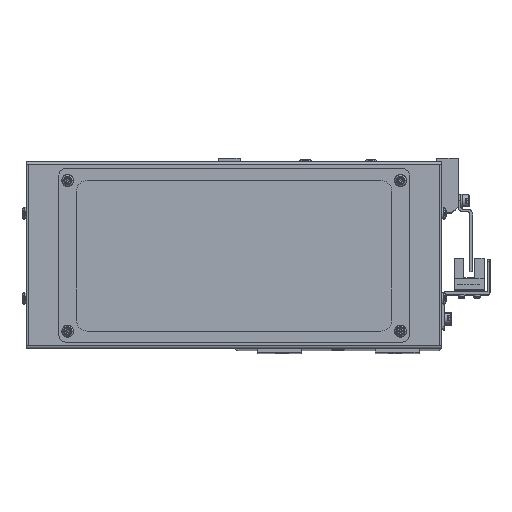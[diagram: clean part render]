
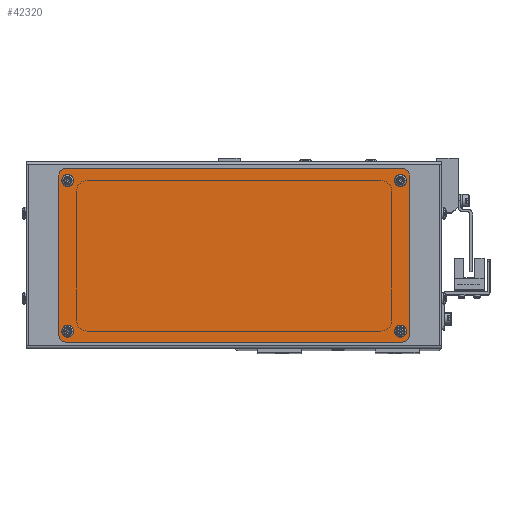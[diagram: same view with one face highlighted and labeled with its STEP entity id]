
A CAD part, top view. The second image highlights one B-rep face of the part: STEP entity #42320.
In plain terms, the highlighted planar face has unit normal (0, 0, 1).
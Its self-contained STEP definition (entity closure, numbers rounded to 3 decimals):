
#825 = CARTESIAN_POINT ( 'NONE',  ( -77.95, -34.75, 2. ) ) ;
#846 = EDGE_CURVE ( 'NONE', #10168, #41173, #11551, .T. ) ;
#1107 = CARTESIAN_POINT ( 'NONE',  ( 76.25, 34.25, 2. ) ) ;
#1608 = VECTOR ( 'NONE', #55950, 1000. ) ;
#1895 = CARTESIAN_POINT ( 'NONE',  ( 77.25, -36.75, 2. ) ) ;
#2379 = VERTEX_POINT ( 'NONE', #4981 ) ;
#2713 = DIRECTION ( 'NONE',  ( 0., 0., 1. ) ) ;
#3551 = CARTESIAN_POINT ( 'NONE',  ( 76.25, -34.75, 2. ) ) ;
#3738 = CARTESIAN_POINT ( 'NONE',  ( -77.25, 39.75, 2. ) ) ;
#4197 = AXIS2_PLACEMENT_3D ( 'NONE', #20120, #56610, #25363 ) ;
#4405 = CARTESIAN_POINT ( 'NONE',  ( 74.55, 34.25, 2. ) ) ;
#4648 = ORIENTED_EDGE ( 'NONE', *, *, #21290, .F. ) ;
#4981 = CARTESIAN_POINT ( 'NONE',  ( 74.55, -34.75, 2. ) ) ;
#5239 = CARTESIAN_POINT ( 'NONE',  ( 80.25, -36.75, 2. ) ) ;
#5398 = VERTEX_POINT ( 'NONE', #6038 ) ;
#6038 = CARTESIAN_POINT ( 'NONE',  ( -77.25, -39.75, 2. ) ) ;
#6046 = CARTESIAN_POINT ( 'NONE',  ( -74.55, 34.25, 2. ) ) ;
#6080 = VECTOR ( 'NONE', #16908, 1000. ) ;
#6347 = ORIENTED_EDGE ( 'NONE', *, *, #23101, .F. ) ;
#6380 = DIRECTION ( 'NONE',  ( 1., 0., 0. ) ) ;
#6688 = AXIS2_PLACEMENT_3D ( 'NONE', #31353, #2713, #36568 ) ;
#7143 = DIRECTION ( 'NONE',  ( 1., 0., 0. ) ) ;
#7944 = CARTESIAN_POINT ( 'NONE',  ( 77.25, -39.75, 2. ) ) ;
#8727 = CARTESIAN_POINT ( 'NONE',  ( 76.25, 34.25, 2. ) ) ;
#8799 = DIRECTION ( 'NONE',  ( 1., 0., 0. ) ) ;
#9700 = ORIENTED_EDGE ( 'NONE', *, *, #28906, .T. ) ;
#10168 = VERTEX_POINT ( 'NONE', #67338 ) ;
#10669 = VECTOR ( 'NONE', #44685, 1000. ) ;
#11284 = ORIENTED_EDGE ( 'NONE', *, *, #39325, .T. ) ;
#11551 = CIRCLE ( 'NONE', #39210, 1.7 ) ;
#11663 = CARTESIAN_POINT ( 'NONE',  ( 80.25, 36.75, 2. ) ) ;
#12358 = VECTOR ( 'NONE', #49500, 1000. ) ;
#12433 = VERTEX_POINT ( 'NONE', #23660 ) ;
#13975 = DIRECTION ( 'NONE',  ( 1., 0., 0. ) ) ;
#14052 = CARTESIAN_POINT ( 'NONE',  ( -76.25, 34.25, 2. ) ) ;
#14156 = CARTESIAN_POINT ( 'NONE',  ( -77.25, 39.75, 2. ) ) ;
#14499 = AXIS2_PLACEMENT_3D ( 'NONE', #8727, #45285, #13975 ) ;
#16908 = DIRECTION ( 'NONE',  ( 0., 1., 0. ) ) ;
#17126 = LINE ( 'NONE', #14156, #1608 ) ;
#17226 = VERTEX_POINT ( 'NONE', #54430 ) ;
#17419 = VERTEX_POINT ( 'NONE', #3738 ) ;
#17445 = VERTEX_POINT ( 'NONE', #4405 ) ;
#18425 = EDGE_LOOP ( 'NONE', ( #47303, #25456 ) ) ;
#18740 = DIRECTION ( 'NONE',  ( 0., 0., 1. ) ) ;
#19335 = DIRECTION ( 'NONE',  ( 1., 0., 0. ) ) ;
#20120 = CARTESIAN_POINT ( 'NONE',  ( -77.25, -36.75, 2. ) ) ;
#20822 = PLANE ( 'NONE',  #6688 ) ;
#21290 = EDGE_CURVE ( 'NONE', #17226, #61162, #29573, .T. ) ;
#21631 = VERTEX_POINT ( 'NONE', #27065 ) ;
#22198 = EDGE_CURVE ( 'NONE', #62149, #44862, #47749, .T. ) ;
#22364 = CIRCLE ( 'NONE', #37327, 3. ) ;
#22630 = ORIENTED_EDGE ( 'NONE', *, *, #30415, .F. ) ;
#22960 = CIRCLE ( 'NONE', #44122, 3. ) ;
#23101 = EDGE_CURVE ( 'NONE', #32230, #2379, #66400, .T. ) ;
#23254 = DIRECTION ( 'NONE',  ( 0., 0., 1. ) ) ;
#23660 = CARTESIAN_POINT ( 'NONE',  ( -80.25, 36.75, 2. ) ) ;
#24095 = EDGE_CURVE ( 'NONE', #5398, #21631, #40180, .T. ) ;
#24161 = CIRCLE ( 'NONE', #36315, 3. ) ;
#24498 = AXIS2_PLACEMENT_3D ( 'NONE', #14052, #50582, #19335 ) ;
#25221 = CARTESIAN_POINT ( 'NONE',  ( 77.25, 36.75, 2. ) ) ;
#25363 = DIRECTION ( 'NONE',  ( 1., 0., 0. ) ) ;
#25396 = EDGE_CURVE ( 'NONE', #2379, #32230, #37568, .T. ) ;
#25456 = ORIENTED_EDGE ( 'NONE', *, *, #846, .F. ) ;
#26536 = VERTEX_POINT ( 'NONE', #40382 ) ;
#26652 = CIRCLE ( 'NONE', #55874, 1.7 ) ;
#27065 = CARTESIAN_POINT ( 'NONE',  ( 77.25, -39.75, 2. ) ) ;
#27223 = FACE_BOUND ( 'NONE', #29251, .T. ) ;
#27526 = DIRECTION ( 'NONE',  ( 0., 0., 1. ) ) ;
#28906 = EDGE_CURVE ( 'NONE', #44862, #51959, #22960, .T. ) ;
#29251 = EDGE_LOOP ( 'NONE', ( #31739, #30955 ) ) ;
#29573 = CIRCLE ( 'NONE', #24498, 1.7 ) ;
#29946 = CARTESIAN_POINT ( 'NONE',  ( -76.25, -34.75, 2. ) ) ;
#29964 = ORIENTED_EDGE ( 'NONE', *, *, #41920, .T. ) ;
#30415 = EDGE_CURVE ( 'NONE', #61162, #17226, #32689, .T. ) ;
#30492 = DIRECTION ( 'NONE',  ( 1., 0., 0. ) ) ;
#30527 = FACE_BOUND ( 'NONE', #18425, .T. ) ;
#30909 = CARTESIAN_POINT ( 'NONE',  ( 76.25, -34.75, 2. ) ) ;
#30955 = ORIENTED_EDGE ( 'NONE', *, *, #58068, .F. ) ;
#31353 = CARTESIAN_POINT ( 'NONE',  ( -77.25, 36.75, 2. ) ) ;
#31739 = ORIENTED_EDGE ( 'NONE', *, *, #43487, .F. ) ;
#32059 = CARTESIAN_POINT ( 'NONE',  ( 77.25, 39.75, 2. ) ) ;
#32230 = VERTEX_POINT ( 'NONE', #59644 ) ;
#32558 = EDGE_LOOP ( 'NONE', ( #11284, #67270, #38691, #61221, #29964, #44560, #9700, #63606 ) ) ;
#32689 = CIRCLE ( 'NONE', #39829, 1.7 ) ;
#32896 = AXIS2_PLACEMENT_3D ( 'NONE', #3551, #40117, #8799 ) ;
#32999 = AXIS2_PLACEMENT_3D ( 'NONE', #1107, #37678, #6380 ) ;
#34583 = EDGE_LOOP ( 'NONE', ( #4648, #22630 ) ) ;
#35167 = DIRECTION ( 'NONE',  ( 1., 0., 0. ) ) ;
#36107 = DIRECTION ( 'NONE',  ( 1., 0., 0. ) ) ;
#36315 = AXIS2_PLACEMENT_3D ( 'NONE', #58758, #27526, #64007 ) ;
#36568 = DIRECTION ( 'NONE',  ( 1., 0., 0. ) ) ;
#37327 = AXIS2_PLACEMENT_3D ( 'NONE', #1895, #38458, #7143 ) ;
#37568 = CIRCLE ( 'NONE', #47013, 1.7 ) ;
#37678 = DIRECTION ( 'NONE',  ( 0., 0., 1. ) ) ;
#38458 = DIRECTION ( 'NONE',  ( 0., 0., 1. ) ) ;
#38489 = LINE ( 'NONE', #39429, #10669 ) ;
#38691 = ORIENTED_EDGE ( 'NONE', *, *, #62057, .T. ) ;
#39210 = AXIS2_PLACEMENT_3D ( 'NONE', #29946, #66431, #35167 ) ;
#39325 = EDGE_CURVE ( 'NONE', #17419, #12433, #24161, .T. ) ;
#39429 = CARTESIAN_POINT ( 'NONE',  ( -80.25, -36.75, 2. ) ) ;
#39829 = AXIS2_PLACEMENT_3D ( 'NONE', #49993, #18740, #55248 ) ;
#40117 = DIRECTION ( 'NONE',  ( 0., 0., 1. ) ) ;
#40180 = LINE ( 'NONE', #7944, #12358 ) ;
#40382 = CARTESIAN_POINT ( 'NONE',  ( -80.25, -36.75, 2. ) ) ;
#41134 = FACE_BOUND ( 'NONE', #34583, .T. ) ;
#41173 = VERTEX_POINT ( 'NONE', #825 ) ;
#41920 = EDGE_CURVE ( 'NONE', #21631, #62149, #22364, .T. ) ;
#42320 = ADVANCED_FACE ( 'NONE', ( #30527, #41134, #67234, #27223, #53322 ), #20822, .T. ) ;
#43410 = CIRCLE ( 'NONE', #32999, 1.7 ) ;
#43487 = EDGE_CURVE ( 'NONE', #17445, #63005, #43410, .T. ) ;
#44122 = AXIS2_PLACEMENT_3D ( 'NONE', #25221, #61696, #30492 ) ;
#44560 = ORIENTED_EDGE ( 'NONE', *, *, #22198, .T. ) ;
#44685 = DIRECTION ( 'NONE',  ( 0., -1., 0. ) ) ;
#44862 = VERTEX_POINT ( 'NONE', #49780 ) ;
#45285 = DIRECTION ( 'NONE',  ( 0., 0., 1. ) ) ;
#46524 = EDGE_CURVE ( 'NONE', #41173, #10168, #26652, .T. ) ;
#47013 = AXIS2_PLACEMENT_3D ( 'NONE', #30909, #67379, #36107 ) ;
#47303 = ORIENTED_EDGE ( 'NONE', *, *, #46524, .F. ) ;
#47749 = LINE ( 'NONE', #11663, #6080 ) ;
#49271 = EDGE_CURVE ( 'NONE', #12433, #26536, #38489, .T. ) ;
#49500 = DIRECTION ( 'NONE',  ( 1., 0., 0. ) ) ;
#49780 = CARTESIAN_POINT ( 'NONE',  ( 80.25, 36.75, 2. ) ) ;
#49941 = EDGE_LOOP ( 'NONE', ( #65496, #6347 ) ) ;
#49993 = CARTESIAN_POINT ( 'NONE',  ( -76.25, 34.25, 2. ) ) ;
#50582 = DIRECTION ( 'NONE',  ( 0., 0., 1. ) ) ;
#51959 = VERTEX_POINT ( 'NONE', #32059 ) ;
#53322 = FACE_BOUND ( 'NONE', #49941, .T. ) ;
#54430 = CARTESIAN_POINT ( 'NONE',  ( -77.95, 34.25, 2. ) ) ;
#54502 = CARTESIAN_POINT ( 'NONE',  ( -76.25, -34.75, 2. ) ) ;
#55248 = DIRECTION ( 'NONE',  ( 1., 0., 0. ) ) ;
#55874 = AXIS2_PLACEMENT_3D ( 'NONE', #54502, #23254, #59729 ) ;
#55950 = DIRECTION ( 'NONE',  ( -1., 0., 0. ) ) ;
#56320 = CIRCLE ( 'NONE', #14499, 1.7 ) ;
#56610 = DIRECTION ( 'NONE',  ( 0., 0., 1. ) ) ;
#58068 = EDGE_CURVE ( 'NONE', #63005, #17445, #56320, .T. ) ;
#58758 = CARTESIAN_POINT ( 'NONE',  ( -77.25, 36.75, 2. ) ) ;
#59550 = CARTESIAN_POINT ( 'NONE',  ( 77.95, 34.25, 2. ) ) ;
#59644 = CARTESIAN_POINT ( 'NONE',  ( 77.95, -34.75, 2. ) ) ;
#59729 = DIRECTION ( 'NONE',  ( 1., 0., 0. ) ) ;
#61162 = VERTEX_POINT ( 'NONE', #6046 ) ;
#61221 = ORIENTED_EDGE ( 'NONE', *, *, #24095, .T. ) ;
#61696 = DIRECTION ( 'NONE',  ( 0., 0., 1. ) ) ;
#61972 = EDGE_CURVE ( 'NONE', #51959, #17419, #17126, .T. ) ;
#62057 = EDGE_CURVE ( 'NONE', #26536, #5398, #66111, .T. ) ;
#62149 = VERTEX_POINT ( 'NONE', #5239 ) ;
#63005 = VERTEX_POINT ( 'NONE', #59550 ) ;
#63606 = ORIENTED_EDGE ( 'NONE', *, *, #61972, .T. ) ;
#64007 = DIRECTION ( 'NONE',  ( 1., 0., 0. ) ) ;
#65496 = ORIENTED_EDGE ( 'NONE', *, *, #25396, .F. ) ;
#66111 = CIRCLE ( 'NONE', #4197, 3. ) ;
#66400 = CIRCLE ( 'NONE', #32896, 1.7 ) ;
#66431 = DIRECTION ( 'NONE',  ( 0., 0., 1. ) ) ;
#67234 = FACE_OUTER_BOUND ( 'NONE', #32558, .T. ) ;
#67270 = ORIENTED_EDGE ( 'NONE', *, *, #49271, .T. ) ;
#67338 = CARTESIAN_POINT ( 'NONE',  ( -74.55, -34.75, 2. ) ) ;
#67379 = DIRECTION ( 'NONE',  ( 0., 0., 1. ) ) ;
